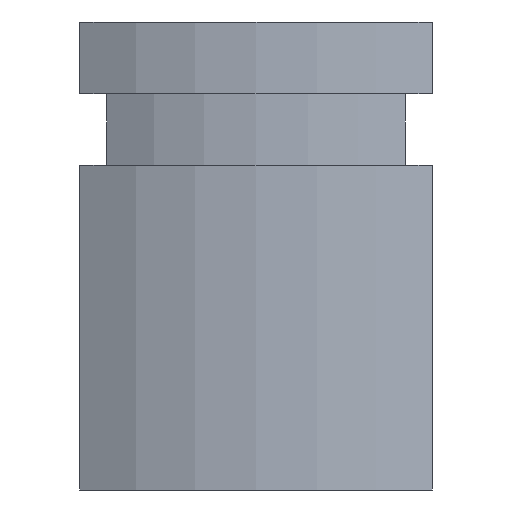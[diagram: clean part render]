
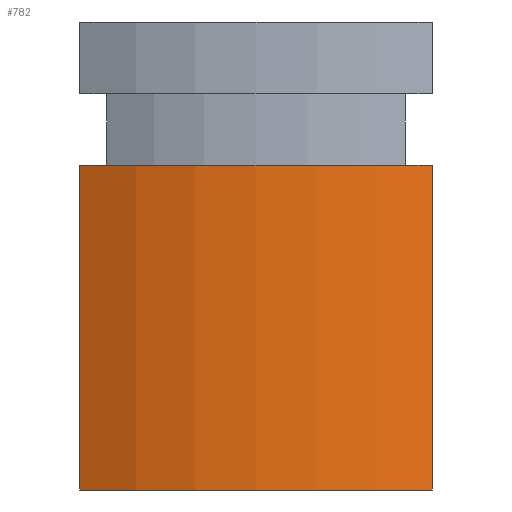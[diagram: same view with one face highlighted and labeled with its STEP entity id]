
A CAD part, left-side view. The second image highlights one B-rep face of the part: STEP entity #782.
In plain terms, the highlighted cylindrical face has radius 10 mm (diameter 20 mm), a partial arc.
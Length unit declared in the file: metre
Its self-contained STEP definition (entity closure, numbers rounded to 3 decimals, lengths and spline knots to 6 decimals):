
#36=CIRCLE('',#838,0.01);
#37=CIRCLE('',#839,0.01);
#72=ORIENTED_EDGE('',*,*,#312,.T.);
#73=ORIENTED_EDGE('',*,*,#313,.T.);
#74=ORIENTED_EDGE('',*,*,#314,.F.);
#75=ORIENTED_EDGE('',*,*,#315,.F.);
#312=EDGE_CURVE('',#432,#433,#512,.T.);
#313=EDGE_CURVE('',#433,#434,#36,.T.);
#314=EDGE_CURVE('',#435,#434,#513,.T.);
#315=EDGE_CURVE('',#432,#435,#37,.T.);
#432=VERTEX_POINT('',#1160);
#433=VERTEX_POINT('',#1161);
#434=VERTEX_POINT('',#1163);
#435=VERTEX_POINT('',#1165);
#512=LINE('',#1159,#596);
#513=LINE('',#1164,#597);
#596=VECTOR('',#919,1.);
#597=VECTOR('',#922,1.);
#680=EDGE_LOOP('',(#72,#73,#74,#75));
#722=FACE_BOUND('',#680,.T.);
#764=CYLINDRICAL_SURFACE('',#837,0.01);
#782=ADVANCED_FACE('',(#722),#764,.T.);
#837=AXIS2_PLACEMENT_3D('',#1158,#917,#918);
#838=AXIS2_PLACEMENT_3D('',#1162,#920,#921);
#839=AXIS2_PLACEMENT_3D('',#1166,#923,#924);
#917=DIRECTION('',(0.,0.,1.));
#918=DIRECTION('',(1.,0.,0.));
#919=DIRECTION('',(0.,0.,1.));
#920=DIRECTION('',(0.,0.,-1.));
#921=DIRECTION('',(-1.,0.,0.));
#922=DIRECTION('',(0.,0.,1.));
#923=DIRECTION('',(0.,0.,-1.));
#924=DIRECTION('',(-1.,0.,0.));
#1158=CARTESIAN_POINT('',(0.,0.,0.017298));
#1159=CARTESIAN_POINT('',(-0.00871,-0.004913,0.017298));
#1160=CARTESIAN_POINT('',(-0.00871,-0.004913,0.0153));
#1161=CARTESIAN_POINT('',(-0.00871,-0.004913,0.02435));
#1162=CARTESIAN_POINT('',(0.,0.,0.02435));
#1163=CARTESIAN_POINT('',(-0.00871,0.004913,0.02435));
#1164=CARTESIAN_POINT('',(-0.00871,0.004913,0.017298));
#1165=CARTESIAN_POINT('',(-0.00871,0.004913,0.0153));
#1166=CARTESIAN_POINT('',(0.,0.,0.0153));
